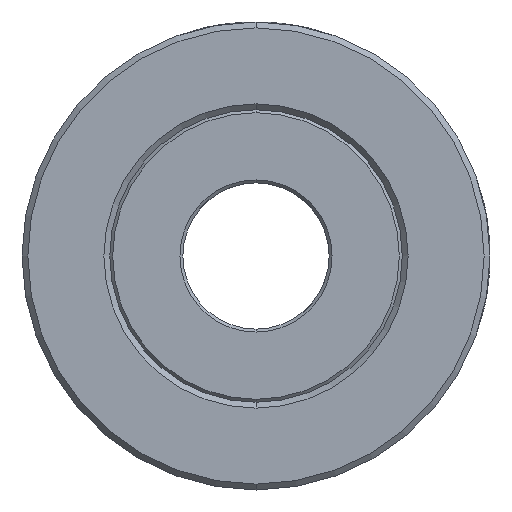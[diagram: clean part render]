
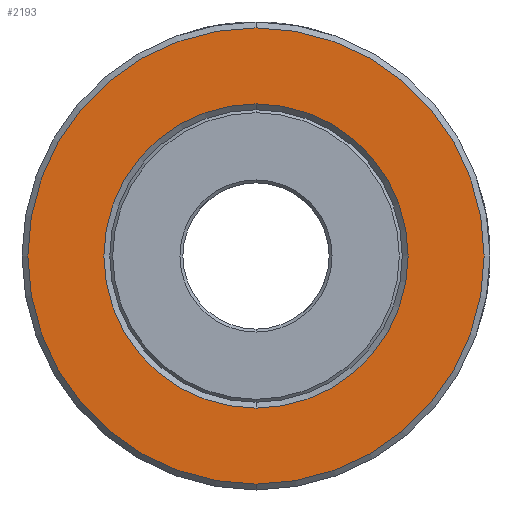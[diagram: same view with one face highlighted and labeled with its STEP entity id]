
A CAD part, front view. The second image highlights one B-rep face of the part: STEP entity #2193.
In plain terms, the highlighted planar face has unit normal (0, -1, 0).
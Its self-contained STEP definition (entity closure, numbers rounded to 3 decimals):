
#49 = CIRCLE ( 'NONE', #7727, 7.8 ) ;
#98 = AXIS2_PLACEMENT_3D ( 'NONE', #4963, #1721, #8206 ) ;
#227 = CARTESIAN_POINT ( 'NONE',  ( 0., -3.5, 0. ) ) ;
#254 = CARTESIAN_POINT ( 'NONE',  ( 0., -3.5, 7.8 ) ) ;
#378 = DIRECTION ( 'NONE',  ( 0., 1., 0. ) ) ;
#393 = EDGE_CURVE ( 'NONE', #5041, #2029, #5172, .T. ) ;
#904 = CARTESIAN_POINT ( 'NONE',  ( 0., -3.5, 0. ) ) ;
#1555 = DIRECTION ( 'NONE',  ( 0., 0., 1. ) ) ;
#1610 = ORIENTED_EDGE ( 'NONE', *, *, #8047, .T. ) ;
#1717 = PLANE ( 'NONE',  #7364 ) ;
#1721 = DIRECTION ( 'NONE',  ( 0., -1., 0. ) ) ;
#2029 = VERTEX_POINT ( 'NONE', #254 ) ;
#2193 = ADVANCED_FACE ( 'NONE', ( #6093, #4298 ), #1717, .F. ) ;
#2715 = CIRCLE ( 'NONE', #6752, 5.2 ) ;
#3091 = EDGE_LOOP ( 'NONE', ( #5899, #1610 ) ) ;
#3355 = ORIENTED_EDGE ( 'NONE', *, *, #393, .T. ) ;
#3571 = DIRECTION ( 'NONE',  ( 0., -1., 0. ) ) ;
#3610 = CARTESIAN_POINT ( 'NONE',  ( 0., -3.5, 0. ) ) ;
#3664 = DIRECTION ( 'NONE',  ( 0., 0., 1. ) ) ;
#4226 = VERTEX_POINT ( 'NONE', #4962 ) ;
#4227 = DIRECTION ( 'NONE',  ( 0., 0., 1. ) ) ;
#4298 = FACE_OUTER_BOUND ( 'NONE', #7216, .T. ) ;
#4760 = DIRECTION ( 'NONE',  ( 0., 1., 0. ) ) ;
#4952 = CARTESIAN_POINT ( 'NONE',  ( 0., -3.5, 5.2 ) ) ;
#4962 = CARTESIAN_POINT ( 'NONE',  ( 0., -3.5, -5.2 ) ) ;
#4963 = CARTESIAN_POINT ( 'NONE',  ( 0., -3.5, 0. ) ) ;
#5041 = VERTEX_POINT ( 'NONE', #7477 ) ;
#5172 = CIRCLE ( 'NONE', #98, 7.8 ) ;
#5557 = CARTESIAN_POINT ( 'NONE',  ( 0., -3.5, 0. ) ) ;
#5816 = ORIENTED_EDGE ( 'NONE', *, *, #7458, .T. ) ;
#5899 = ORIENTED_EDGE ( 'NONE', *, *, #6924, .T. ) ;
#6093 = FACE_BOUND ( 'NONE', #3091, .T. ) ;
#6325 = AXIS2_PLACEMENT_3D ( 'NONE', #5557, #7483, #8110 ) ;
#6752 = AXIS2_PLACEMENT_3D ( 'NONE', #227, #4760, #1555 ) ;
#6822 = CIRCLE ( 'NONE', #6325, 5.2 ) ;
#6924 = EDGE_CURVE ( 'NONE', #4226, #8055, #2715, .T. ) ;
#7216 = EDGE_LOOP ( 'NONE', ( #5816, #3355 ) ) ;
#7364 = AXIS2_PLACEMENT_3D ( 'NONE', #3610, #378, #3664 ) ;
#7458 = EDGE_CURVE ( 'NONE', #2029, #5041, #49, .T. ) ;
#7477 = CARTESIAN_POINT ( 'NONE',  ( 0., -3.5, -7.8 ) ) ;
#7483 = DIRECTION ( 'NONE',  ( 0., 1., 0. ) ) ;
#7727 = AXIS2_PLACEMENT_3D ( 'NONE', #904, #3571, #4227 ) ;
#8047 = EDGE_CURVE ( 'NONE', #8055, #4226, #6822, .T. ) ;
#8055 = VERTEX_POINT ( 'NONE', #4952 ) ;
#8110 = DIRECTION ( 'NONE',  ( 0., 0., 1. ) ) ;
#8206 = DIRECTION ( 'NONE',  ( 0., 0., 1. ) ) ;
